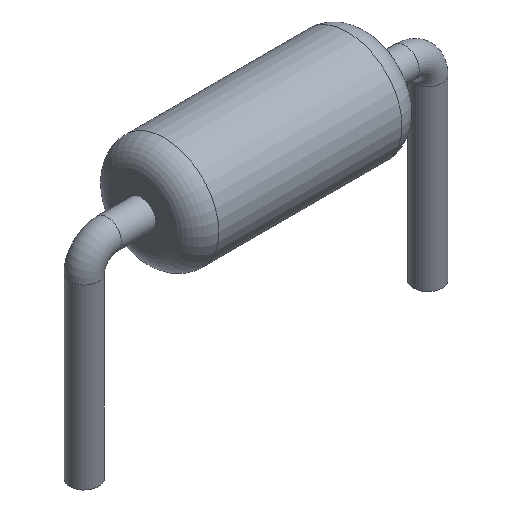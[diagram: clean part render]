
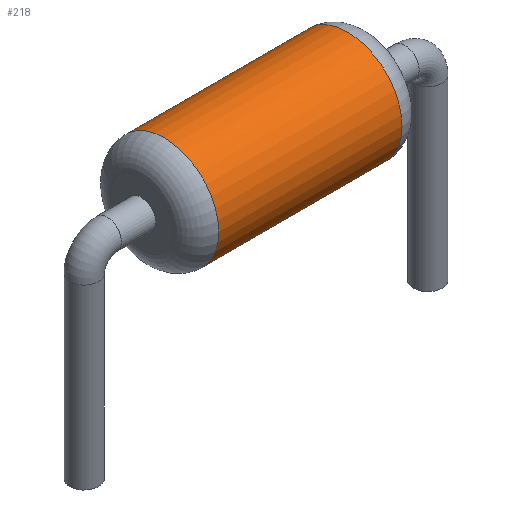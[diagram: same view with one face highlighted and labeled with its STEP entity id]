
A CAD part, isometric view. The second image highlights one B-rep face of the part: STEP entity #218.
In plain terms, the highlighted cylindrical face has radius 0.95 mm (diameter 1.9 mm), a full revolution.
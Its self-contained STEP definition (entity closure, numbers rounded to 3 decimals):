
#42=FACE_OUTER_BOUND('',#58,.T.);
#58=EDGE_LOOP('',(#182,#183,#184,#185,#186,#187));
#69=LINE('',#408,#75);
#75=VECTOR('',#339,0.95);
#91=CIRCLE('',#264,0.95);
#92=CIRCLE('',#265,0.95);
#93=CIRCLE('',#267,0.95);
#94=CIRCLE('',#268,0.95);
#110=VERTEX_POINT('',#401);
#111=VERTEX_POINT('',#403);
#112=VERTEX_POINT('',#407);
#113=VERTEX_POINT('',#409);
#135=EDGE_CURVE('',#110,#111,#91,.T.);
#136=EDGE_CURVE('',#111,#110,#92,.T.);
#137=EDGE_CURVE('',#111,#112,#69,.T.);
#138=EDGE_CURVE('',#113,#112,#93,.T.);
#139=EDGE_CURVE('',#112,#113,#94,.T.);
#182=ORIENTED_EDGE('',*,*,#136,.F.);
#183=ORIENTED_EDGE('',*,*,#137,.T.);
#184=ORIENTED_EDGE('',*,*,#138,.F.);
#185=ORIENTED_EDGE('',*,*,#139,.F.);
#186=ORIENTED_EDGE('',*,*,#137,.F.);
#187=ORIENTED_EDGE('',*,*,#135,.F.);
#205=CYLINDRICAL_SURFACE('',#266,0.95);
#218=ADVANCED_FACE('',(#42),#205,.T.);
#264=AXIS2_PLACEMENT_3D('',#404,#333,#334);
#265=AXIS2_PLACEMENT_3D('',#405,#335,#336);
#266=AXIS2_PLACEMENT_3D('',#406,#337,#338);
#267=AXIS2_PLACEMENT_3D('',#410,#340,#341);
#268=AXIS2_PLACEMENT_3D('',#411,#342,#343);
#333=DIRECTION('center_axis',(1.,0.,0.));
#334=DIRECTION('ref_axis',(0.,1.,0.));
#335=DIRECTION('center_axis',(1.,0.,0.));
#336=DIRECTION('ref_axis',(0.,1.,0.));
#337=DIRECTION('center_axis',(1.,0.,0.));
#338=DIRECTION('ref_axis',(0.,1.,0.));
#339=DIRECTION('',(-1.,0.,0.));
#340=DIRECTION('center_axis',(-1.,0.,0.));
#341=DIRECTION('ref_axis',(0.,1.,0.));
#342=DIRECTION('center_axis',(-1.,0.,0.));
#343=DIRECTION('ref_axis',(0.,1.,0.));
#401=CARTESIAN_POINT('',(4.6,0.,4.45));
#403=CARTESIAN_POINT('',(4.6,-0.95,3.5));
#404=CARTESIAN_POINT('Origin',(4.6,0.,3.5));
#405=CARTESIAN_POINT('Origin',(4.6,0.,3.5));
#406=CARTESIAN_POINT('Origin',(1.,0.,3.5));
#407=CARTESIAN_POINT('',(1.4,-0.95,3.5));
#408=CARTESIAN_POINT('',(1.,-0.95,3.5));
#409=CARTESIAN_POINT('',(1.4,0.,4.45));
#410=CARTESIAN_POINT('Origin',(1.4,0.,3.5));
#411=CARTESIAN_POINT('Origin',(1.4,0.,3.5));
